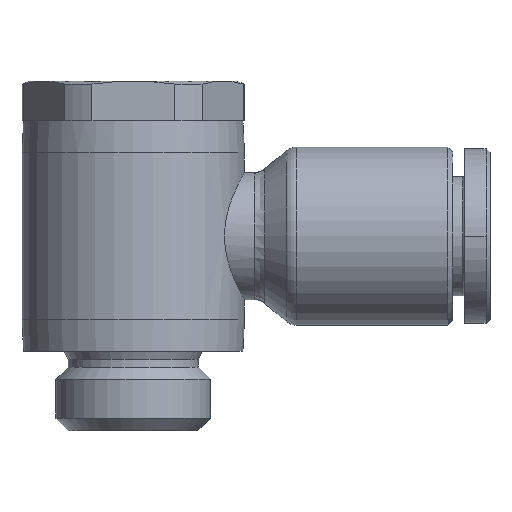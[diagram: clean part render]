
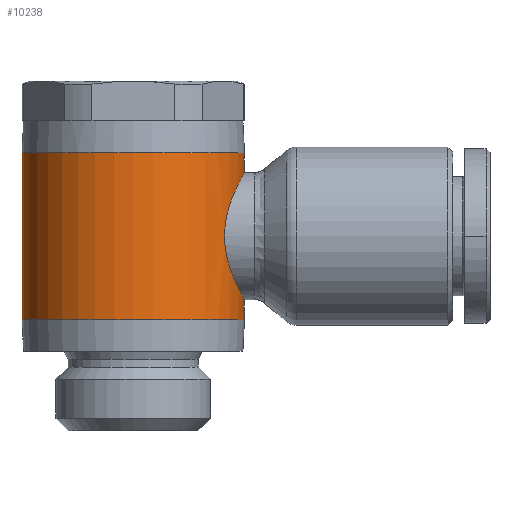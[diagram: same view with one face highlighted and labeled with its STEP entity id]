
A CAD part, front view. The second image highlights one B-rep face of the part: STEP entity #10238.
In plain terms, the highlighted cylindrical face has radius 7 mm (diameter 14 mm), a partial arc.
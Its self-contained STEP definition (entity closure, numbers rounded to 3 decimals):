
#225=CARTESIAN_POINT('',(-7.5,0.,4.0));
#226=VERTEX_POINT('',#225);
#242=CARTESIAN_POINT('',(-7.5,0.,-4.));
#243=VERTEX_POINT('',#242);
#447=CARTESIAN_POINT('',(-7.5,0.,5.25));
#448=VERTEX_POINT('',#447);
#457=CARTESIAN_POINT('',(6.5,0.,5.25));
#458=VERTEX_POINT('',#457);
#545=CARTESIAN_POINT('',(-7.5,0.,-5.25));
#546=VERTEX_POINT('',#545);
#562=CARTESIAN_POINT('',(6.5,0.,-5.25));
#563=VERTEX_POINT('',#562);
#627=CARTESIAN_POINT('',(-7.5,0.,-5.25));
#628=DIRECTION('',(0.0,0.0,1.0));
#629=VECTOR('',#628,1.25);
#630=LINE('',#627,#629);
#631=EDGE_CURVE('',#546,#243,#630,.T.);
#634=CARTESIAN_POINT('',(6.5,0.,5.25));
#635=DIRECTION('',(0.0,0.0,-1.0));
#636=VECTOR('',#635,10.5);
#637=LINE('',#634,#636);
#638=EDGE_CURVE('',#458,#563,#637,.T.);
#641=CARTESIAN_POINT('',(-7.5,0.,4.0));
#642=DIRECTION('',(0.0,0.0,1.0));
#643=VECTOR('',#642,1.25);
#644=LINE('',#641,#643);
#645=EDGE_CURVE('',#226,#448,#644,.T.);
#10170=CARTESIAN_POINT('',(-0.5,0.,0.));
#10171=DIRECTION('',(0.,0.,1.0));
#10172=DIRECTION('',(-1.0,0.0,0.0));
#10173=AXIS2_PLACEMENT_3D('',#10170,#10171,#10172);
#10174=CYLINDRICAL_SURFACE('',#10173,7.);
#10175=ORIENTED_EDGE('',*,*,#631,.T.);
#10176=CARTESIAN_POINT('',(-6.245,4.,0.));
#10177=VERTEX_POINT('',#10176);
#10178=CARTESIAN_POINT('',(-6.245,4.,0.));
#10179=CARTESIAN_POINT('',(-6.245,4.,-0.259));
#10180=CARTESIAN_POINT('',(-6.263,3.974,-0.524));
#10181=CARTESIAN_POINT('',(-6.333,3.87,-1.046));
#10182=CARTESIAN_POINT('',(-6.386,3.791,-1.303));
#10183=CARTESIAN_POINT('',(-6.513,3.586,-1.793));
#10184=CARTESIAN_POINT('',(-6.588,3.459,-2.026));
#10185=CARTESIAN_POINT('',(-6.745,3.167,-2.457));
#10186=CARTESIAN_POINT('',(-6.826,3.003,-2.654));
#10187=CARTESIAN_POINT('',(-6.98,2.655,-3.002));
#10188=CARTESIAN_POINT('',(-7.058,2.458,-3.166));
#10189=CARTESIAN_POINT('',(-7.204,2.027,-3.458));
#10190=CARTESIAN_POINT('',(-7.271,1.793,-3.585));
#10191=CARTESIAN_POINT('',(-7.382,1.302,-3.792));
#10192=CARTESIAN_POINT('',(-7.427,1.044,-3.87));
#10193=CARTESIAN_POINT('',(-7.485,0.522,-3.975));
#10194=CARTESIAN_POINT('',(-7.5,0.258,-4.));
#10195=CARTESIAN_POINT('',(-7.5,0.,-4.));
#10196=B_SPLINE_CURVE_WITH_KNOTS('',3,(#10178,#10179,#10180,#10181,#10182,#10183,#10184,#10185,#10186,#10187,#10188,#10189,#10190,#10191,#10192,#10193,#10194,#10195),.UNSPECIFIED.,.F.,.U.,(4,2,2,2,2,2,2,2,4),(0.0,0.776,1.553,2.329,3.106,3.878,4.651,5.424,6.196),.UNSPECIFIED.);
#10197=EDGE_CURVE('',#10177,#243,#10196,.T.);
#10198=ORIENTED_EDGE('',*,*,#10197,.F.);
#10199=CARTESIAN_POINT('',(-7.5,0.,4.0));
#10200=CARTESIAN_POINT('',(-7.5,0.258,4.0));
#10201=CARTESIAN_POINT('',(-7.485,0.522,3.975));
#10202=CARTESIAN_POINT('',(-7.427,1.044,3.87));
#10203=CARTESIAN_POINT('',(-7.382,1.302,3.792));
#10204=CARTESIAN_POINT('',(-7.271,1.793,3.585));
#10205=CARTESIAN_POINT('',(-7.204,2.027,3.458));
#10206=CARTESIAN_POINT('',(-7.058,2.458,3.166));
#10207=CARTESIAN_POINT('',(-6.98,2.655,3.002));
#10208=CARTESIAN_POINT('',(-6.826,3.003,2.654));
#10209=CARTESIAN_POINT('',(-6.745,3.167,2.457));
#10210=CARTESIAN_POINT('',(-6.588,3.459,2.026));
#10211=CARTESIAN_POINT('',(-6.513,3.586,1.793));
#10212=CARTESIAN_POINT('',(-6.386,3.791,1.303));
#10213=CARTESIAN_POINT('',(-6.333,3.87,1.046));
#10214=CARTESIAN_POINT('',(-6.263,3.974,0.524));
#10215=CARTESIAN_POINT('',(-6.245,4.,0.259));
#10216=CARTESIAN_POINT('',(-6.245,4.,0.));
#10217=B_SPLINE_CURVE_WITH_KNOTS('',3,(#10199,#10200,#10201,#10202,#10203,#10204,#10205,#10206,#10207,#10208,#10209,#10210,#10211,#10212,#10213,#10214,#10215,#10216),.UNSPECIFIED.,.F.,.U.,(4,2,2,2,2,2,2,2,4),(18.588,19.361,20.133,20.906,21.678,22.455,23.231,24.008,24.784),.UNSPECIFIED.);
#10218=EDGE_CURVE('',#226,#10177,#10217,.T.);
#10219=ORIENTED_EDGE('',*,*,#10218,.F.);
#10220=ORIENTED_EDGE('',*,*,#645,.T.);
#10221=CARTESIAN_POINT('',(-0.5,0.,5.25));
#10222=DIRECTION('',(0.0,0.0,1.0));
#10223=DIRECTION('',(-1.0,0.0,0.0));
#10224=AXIS2_PLACEMENT_3D('',#10221,#10222,#10223);
#10225=CIRCLE('',#10224,7.);
#10226=EDGE_CURVE('',#458,#448,#10225,.T.);
#10227=ORIENTED_EDGE('',*,*,#10226,.F.);
#10228=ORIENTED_EDGE('',*,*,#638,.T.);
#10229=CARTESIAN_POINT('',(-0.5,0.,-5.25));
#10230=DIRECTION('',(0.0,0.0,1.0));
#10231=DIRECTION('',(-1.0,0.0,0.0));
#10232=AXIS2_PLACEMENT_3D('',#10229,#10230,#10231);
#10233=CIRCLE('',#10232,7.);
#10234=EDGE_CURVE('',#563,#546,#10233,.T.);
#10235=ORIENTED_EDGE('',*,*,#10234,.T.);
#10236=EDGE_LOOP('',(#10175,#10198,#10219,#10220,#10227,#10228,#10235));
#10237=FACE_OUTER_BOUND('',#10236,.T.);
#10238=ADVANCED_FACE('',(#10237),#10174,.T.);
